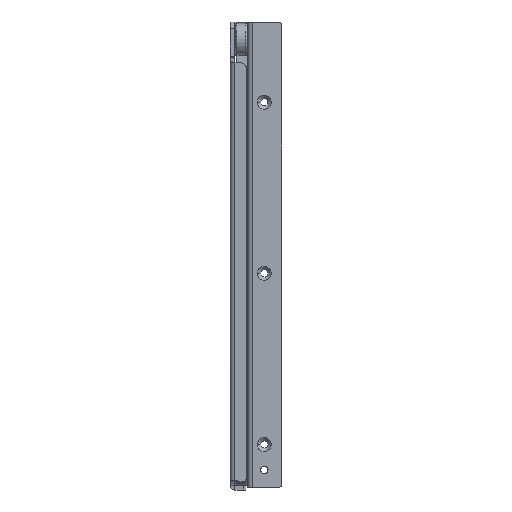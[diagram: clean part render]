
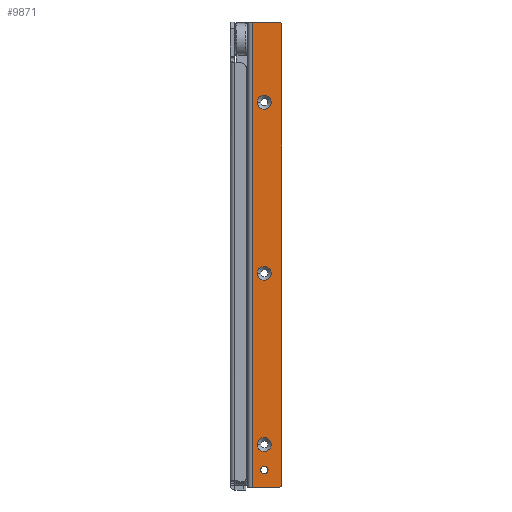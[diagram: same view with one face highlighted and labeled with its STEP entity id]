
A CAD part, front view. The second image highlights one B-rep face of the part: STEP entity #9871.
In plain terms, the highlighted planar face has unit normal (0, -1, 0).
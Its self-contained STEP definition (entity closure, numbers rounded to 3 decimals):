
#40 = LINE ( 'NONE', #10513, #8557 ) ;
#214 = ORIENTED_EDGE ( 'NONE', *, *, #8910, .T. ) ;
#337 = CARTESIAN_POINT ( 'NONE',  ( 12.5, -4.75, 288. ) ) ;
#422 = CARTESIAN_POINT ( 'NONE',  ( 22.5, -4.75, 348. ) ) ;
#424 = AXIS2_PLACEMENT_3D ( 'NONE', #3944, #18333, #9751 ) ;
#628 = FACE_OUTER_BOUND ( 'NONE', #17001, .T. ) ;
#681 = EDGE_CURVE ( 'NONE', #16448, #5736, #16531, .T. ) ;
#779 = AXIS2_PLACEMENT_3D ( 'NONE', #14388, #18773, #1446 ) ;
#818 = PLANE ( 'NONE',  #16694 ) ;
#821 = EDGE_CURVE ( 'NONE', #5218, #12447, #18393, .T. ) ;
#1064 = CARTESIAN_POINT ( 'NONE',  ( 12.5, -4.75, 160. ) ) ;
#1097 = DIRECTION ( 'NONE',  ( -1., 0., 0. ) ) ;
#1446 = DIRECTION ( 'NONE',  ( 0., 0., -1. ) ) ;
#1755 = CARTESIAN_POINT ( 'NONE',  ( 25.5, -4.75, 346.646 ) ) ;
#1763 = AXIS2_PLACEMENT_3D ( 'NONE', #4716, #10510, #3281 ) ;
#1920 = CIRCLE ( 'NONE', #15293, 5.25 ) ;
#1967 = DIRECTION ( 'NONE',  ( 0., 1., 0. ) ) ;
#2341 = FACE_BOUND ( 'NONE', #15420, .T. ) ;
#2375 = CARTESIAN_POINT ( 'NONE',  ( 22.5, -4.75, 4. ) ) ;
#2419 = EDGE_CURVE ( 'NONE', #5736, #16448, #6860, .T. ) ;
#2480 = DIRECTION ( 'NONE',  ( 0., 1., 0. ) ) ;
#2615 = ORIENTED_EDGE ( 'NONE', *, *, #821, .T. ) ;
#2708 = VERTEX_POINT ( 'NONE', #8511 ) ;
#3123 = CARTESIAN_POINT ( 'NONE',  ( 25.5, -4.75, 1.354 ) ) ;
#3281 = DIRECTION ( 'NONE',  ( -1., 0., 0. ) ) ;
#3365 = DIRECTION ( 'NONE',  ( 0., 0., 1. ) ) ;
#3741 = ORIENTED_EDGE ( 'NONE', *, *, #681, .T. ) ;
#3749 = CIRCLE ( 'NONE', #424, 5.25 ) ;
#3819 = CARTESIAN_POINT ( 'NONE',  ( 17.75, -4.75, 160. ) ) ;
#3944 = CARTESIAN_POINT ( 'NONE',  ( 12.5, -4.75, 32. ) ) ;
#4190 = CARTESIAN_POINT ( 'NONE',  ( 12.5, -4.75, 10.25 ) ) ;
#4228 = CARTESIAN_POINT ( 'NONE',  ( 3.5, -4.75, 0. ) ) ;
#4258 = DIRECTION ( 'NONE',  ( -1., 0., 0. ) ) ;
#4354 = EDGE_CURVE ( 'NONE', #10603, #8373, #7521, .T. ) ;
#4429 = DIRECTION ( 'NONE',  ( 1., 0., 0. ) ) ;
#4669 = AXIS2_PLACEMENT_3D ( 'NONE', #8413, #14244, #3365 ) ;
#4716 = CARTESIAN_POINT ( 'NONE',  ( 12.5, -4.75, 32. ) ) ;
#5090 = ORIENTED_EDGE ( 'NONE', *, *, #7321, .T. ) ;
#5129 = CARTESIAN_POINT ( 'NONE',  ( 7.25, -4.75, 32. ) ) ;
#5192 = FACE_BOUND ( 'NONE', #16972, .T. ) ;
#5218 = VERTEX_POINT ( 'NONE', #7653 ) ;
#5290 = FACE_BOUND ( 'NONE', #15317, .T. ) ;
#5659 = CARTESIAN_POINT ( 'NONE',  ( 25.5, -4.75, 0. ) ) ;
#5736 = VERTEX_POINT ( 'NONE', #3819 ) ;
#5843 = VECTOR ( 'NONE', #17191, 1000. ) ;
#6170 = ORIENTED_EDGE ( 'NONE', *, *, #9193, .T. ) ;
#6478 = AXIS2_PLACEMENT_3D ( 'NONE', #337, #1967, #17779 ) ;
#6860 = CIRCLE ( 'NONE', #14184, 5.25 ) ;
#6944 = DIRECTION ( 'NONE',  ( 0., 1., 0. ) ) ;
#7132 = DIRECTION ( 'NONE',  ( 0., 1., 0. ) ) ;
#7186 = LINE ( 'NONE', #18619, #5843 ) ;
#7321 = EDGE_CURVE ( 'NONE', #8373, #10603, #3749, .T. ) ;
#7521 = CIRCLE ( 'NONE', #1763, 5.25 ) ;
#7653 = CARTESIAN_POINT ( 'NONE',  ( 12.5, -4.75, 15.75 ) ) ;
#7678 = CIRCLE ( 'NONE', #4669, 4. ) ;
#7933 = CARTESIAN_POINT ( 'NONE',  ( 7.25, -4.75, 160. ) ) ;
#8215 = DIRECTION ( 'NONE',  ( 0., 1., 0. ) ) ;
#8373 = VERTEX_POINT ( 'NONE', #14843 ) ;
#8413 = CARTESIAN_POINT ( 'NONE',  ( 22.5, -4.75, 344. ) ) ;
#8511 = CARTESIAN_POINT ( 'NONE',  ( 22.5, -4.75, 0. ) ) ;
#8557 = VECTOR ( 'NONE', #4429, 1000. ) ;
#8850 = CIRCLE ( 'NONE', #13127, 4. ) ;
#8910 = EDGE_CURVE ( 'NONE', #12447, #5218, #12961, .T. ) ;
#9193 = EDGE_CURVE ( 'NONE', #2708, #13817, #8850, .T. ) ;
#9751 = DIRECTION ( 'NONE',  ( -1., 0., 0. ) ) ;
#9871 = ADVANCED_FACE ( 'NONE', ( #5290, #12247, #2341, #628, #5192 ), #818, .F. ) ;
#9991 = EDGE_CURVE ( 'NONE', #2708, #10020, #13092, .T. ) ;
#10020 = VERTEX_POINT ( 'NONE', #4228 ) ;
#10166 = DIRECTION ( 'NONE',  ( 0., 1., 0. ) ) ;
#10173 = VERTEX_POINT ( 'NONE', #422 ) ;
#10196 = CARTESIAN_POINT ( 'NONE',  ( 3.5, -4.75, 348. ) ) ;
#10510 = DIRECTION ( 'NONE',  ( 0., 1., 0. ) ) ;
#10513 = CARTESIAN_POINT ( 'NONE',  ( 25.5, -4.75, 348. ) ) ;
#10603 = VERTEX_POINT ( 'NONE', #5129 ) ;
#11015 = EDGE_CURVE ( 'NONE', #16799, #10173, #7678, .T. ) ;
#11442 = CARTESIAN_POINT ( 'NONE',  ( 12.5, -4.75, 13. ) ) ;
#11696 = AXIS2_PLACEMENT_3D ( 'NONE', #11442, #7132, #17243 ) ;
#11855 = EDGE_CURVE ( 'NONE', #16799, #13817, #14895, .T. ) ;
#11871 = EDGE_CURVE ( 'NONE', #17071, #10173, #40, .T. ) ;
#11936 = VECTOR ( 'NONE', #11949, 1000. ) ;
#11949 = DIRECTION ( 'NONE',  ( 0., 0., -1. ) ) ;
#12247 = FACE_BOUND ( 'NONE', #14542, .T. ) ;
#12438 = EDGE_CURVE ( 'NONE', #14920, #12533, #1920, .T. ) ;
#12447 = VERTEX_POINT ( 'NONE', #4190 ) ;
#12498 = DIRECTION ( 'NONE',  ( -1., 0., 0. ) ) ;
#12533 = VERTEX_POINT ( 'NONE', #18288 ) ;
#12961 = CIRCLE ( 'NONE', #779, 2.75 ) ;
#13041 = CARTESIAN_POINT ( 'NONE',  ( 12.5, -4.75, 160. ) ) ;
#13092 = LINE ( 'NONE', #5659, #18420 ) ;
#13100 = CARTESIAN_POINT ( 'NONE',  ( 25.5, -4.75, 0. ) ) ;
#13127 = AXIS2_PLACEMENT_3D ( 'NONE', #2375, #18278, #13999 ) ;
#13156 = CARTESIAN_POINT ( 'NONE',  ( 17.75, -4.75, 288. ) ) ;
#13160 = EDGE_CURVE ( 'NONE', #10020, #17071, #7186, .T. ) ;
#13286 = ORIENTED_EDGE ( 'NONE', *, *, #11855, .F. ) ;
#13373 = ORIENTED_EDGE ( 'NONE', *, *, #13160, .F. ) ;
#13817 = VERTEX_POINT ( 'NONE', #3123 ) ;
#13829 = AXIS2_PLACEMENT_3D ( 'NONE', #1064, #2480, #12498 ) ;
#13928 = CARTESIAN_POINT ( 'NONE',  ( 12.5, -4.75, 288. ) ) ;
#13999 = DIRECTION ( 'NONE',  ( 0., 0., -1. ) ) ;
#14107 = DIRECTION ( 'NONE',  ( -1., 0., 0. ) ) ;
#14184 = AXIS2_PLACEMENT_3D ( 'NONE', #13041, #10166, #4258 ) ;
#14244 = DIRECTION ( 'NONE',  ( 0., -1., 0. ) ) ;
#14376 = EDGE_CURVE ( 'NONE', #12533, #14920, #17739, .T. ) ;
#14388 = CARTESIAN_POINT ( 'NONE',  ( 12.5, -4.75, 13. ) ) ;
#14542 = EDGE_LOOP ( 'NONE', ( #16900, #3741 ) ) ;
#14843 = CARTESIAN_POINT ( 'NONE',  ( 17.75, -4.75, 32. ) ) ;
#14895 = LINE ( 'NONE', #13100, #11936 ) ;
#14920 = VERTEX_POINT ( 'NONE', #13156 ) ;
#15022 = ORIENTED_EDGE ( 'NONE', *, *, #4354, .T. ) ;
#15293 = AXIS2_PLACEMENT_3D ( 'NONE', #13928, #6944, #14107 ) ;
#15317 = EDGE_LOOP ( 'NONE', ( #15919, #18553 ) ) ;
#15420 = EDGE_LOOP ( 'NONE', ( #5090, #15022 ) ) ;
#15496 = ORIENTED_EDGE ( 'NONE', *, *, #11015, .T. ) ;
#15919 = ORIENTED_EDGE ( 'NONE', *, *, #12438, .T. ) ;
#16448 = VERTEX_POINT ( 'NONE', #7933 ) ;
#16531 = CIRCLE ( 'NONE', #13829, 5.25 ) ;
#16694 = AXIS2_PLACEMENT_3D ( 'NONE', #16893, #8215, #16788 ) ;
#16788 = DIRECTION ( 'NONE',  ( 0., 0., -1. ) ) ;
#16799 = VERTEX_POINT ( 'NONE', #1755 ) ;
#16893 = CARTESIAN_POINT ( 'NONE',  ( -26.5, -4.75, 0. ) ) ;
#16900 = ORIENTED_EDGE ( 'NONE', *, *, #2419, .T. ) ;
#16972 = EDGE_LOOP ( 'NONE', ( #214, #2615 ) ) ;
#17001 = EDGE_LOOP ( 'NONE', ( #13373, #18821, #6170, #13286, #15496, #18245 ) ) ;
#17071 = VERTEX_POINT ( 'NONE', #10196 ) ;
#17191 = DIRECTION ( 'NONE',  ( 0., 0., 1. ) ) ;
#17243 = DIRECTION ( 'NONE',  ( 0., 0., -1. ) ) ;
#17739 = CIRCLE ( 'NONE', #6478, 5.25 ) ;
#17779 = DIRECTION ( 'NONE',  ( -1., 0., 0. ) ) ;
#18245 = ORIENTED_EDGE ( 'NONE', *, *, #11871, .F. ) ;
#18278 = DIRECTION ( 'NONE',  ( 0., -1., 0. ) ) ;
#18288 = CARTESIAN_POINT ( 'NONE',  ( 7.25, -4.75, 288. ) ) ;
#18333 = DIRECTION ( 'NONE',  ( 0., 1., 0. ) ) ;
#18393 = CIRCLE ( 'NONE', #11696, 2.75 ) ;
#18420 = VECTOR ( 'NONE', #1097, 1000. ) ;
#18553 = ORIENTED_EDGE ( 'NONE', *, *, #14376, .T. ) ;
#18619 = CARTESIAN_POINT ( 'NONE',  ( 3.5, -4.75, 0. ) ) ;
#18773 = DIRECTION ( 'NONE',  ( 0., 1., 0. ) ) ;
#18821 = ORIENTED_EDGE ( 'NONE', *, *, #9991, .F. ) ;
